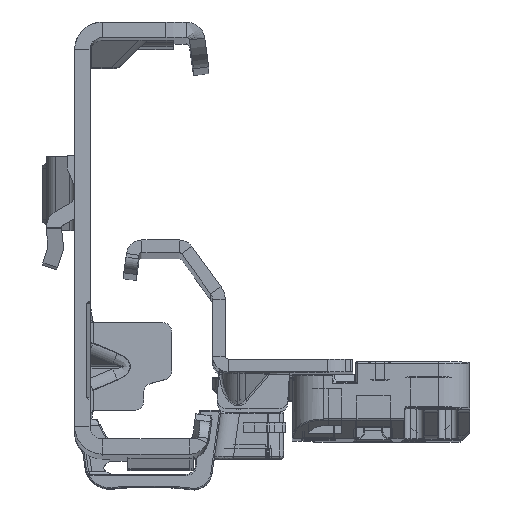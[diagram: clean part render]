
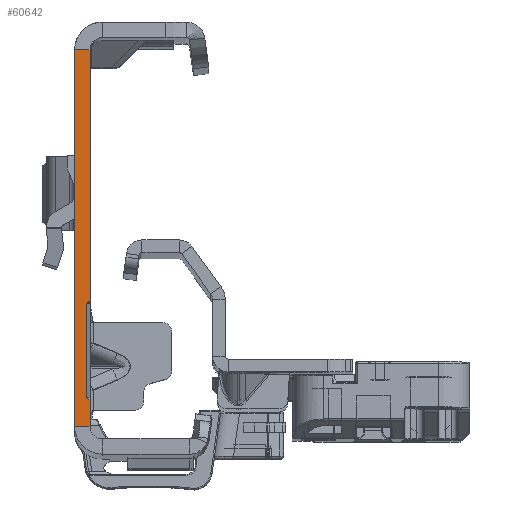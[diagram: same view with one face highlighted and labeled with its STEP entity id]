
A CAD part, top view. The second image highlights one B-rep face of the part: STEP entity #60642.
In plain terms, the highlighted planar face has unit normal (0, 0, 1).
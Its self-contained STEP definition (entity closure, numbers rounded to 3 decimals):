
#205 = CARTESIAN_POINT ( 'NONE',  ( -2.45, -30., 0. ) ) ;
#1898 = CARTESIAN_POINT ( 'NONE',  ( -0.536, -25.45, 0. ) ) ;
#2747 = LINE ( 'NONE', #112665, #68050 ) ;
#2850 = EDGE_CURVE ( 'NONE', #104059, #53150, #77933, .T. ) ;
#5260 = CARTESIAN_POINT ( 'NONE',  ( 0.082, -26.047, 0. ) ) ;
#10535 = VECTOR ( 'NONE', #97047, 1000. ) ;
#11366 = EDGE_LOOP ( 'NONE', ( #80116, #100556, #67418, #43614, #58821, #62879, #108625, #18994 ) ) ;
#12459 = DIRECTION ( 'NONE',  ( 1., 0., 0. ) ) ;
#15410 = EDGE_CURVE ( 'NONE', #25487, #89442, #77116, .T. ) ;
#17538 = VECTOR ( 'NONE', #95676, 1000. ) ;
#18302 = EDGE_CURVE ( 'NONE', #108165, #27233, #50872, .T. ) ;
#18994 = ORIENTED_EDGE ( 'NONE', *, *, #64664, .T. ) ;
#22209 = FACE_OUTER_BOUND ( 'NONE', #11366, .T. ) ;
#23887 = DIRECTION ( 'NONE',  ( -1., 0., 0. ) ) ;
#25419 = CARTESIAN_POINT ( 'NONE',  ( 0., -30., 0. ) ) ;
#25487 = VERTEX_POINT ( 'NONE', #85067 ) ;
#27233 = VERTEX_POINT ( 'NONE', #205 ) ;
#29817 = LINE ( 'NONE', #113005, #33304 ) ;
#32891 = CARTESIAN_POINT ( 'NONE',  ( 0., -25.968, 0. ) ) ;
#33304 = VECTOR ( 'NONE', #23887, 1000. ) ;
#33962 = DIRECTION ( 'NONE',  ( 0., -1., 0. ) ) ;
#36190 = EDGE_CURVE ( 'NONE', #25487, #53150, #106169, .T. ) ;
#37400 = CARTESIAN_POINT ( 'NONE',  ( 0., -30., 0. ) ) ;
#37504 = AXIS2_PLACEMENT_3D ( 'NONE', #101581, #69706, #12459 ) ;
#43614 = ORIENTED_EDGE ( 'NONE', *, *, #61946, .T. ) ;
#47178 = DIRECTION ( 'NONE',  ( -1., 0., 0. ) ) ;
#48073 = CARTESIAN_POINT ( 'NONE',  ( 0., -32., 0. ) ) ;
#50612 = DIRECTION ( 'NONE',  ( 0., -1., 0. ) ) ;
#50872 = LINE ( 'NONE', #109437, #92488 ) ;
#53150 = VERTEX_POINT ( 'NONE', #122578 ) ;
#54540 = VECTOR ( 'NONE', #47178, 1000. ) ;
#56729 = CARTESIAN_POINT ( 'NONE',  ( -0.259, -10.182, 0. ) ) ;
#58263 = DIRECTION ( 'NONE',  ( 0., -1., 0. ) ) ;
#58821 = ORIENTED_EDGE ( 'NONE', *, *, #18302, .T. ) ;
#60642 = ADVANCED_FACE ( 'NONE', ( #22209 ), #61913, .T. ) ;
#61913 = PLANE ( 'NONE',  #37504 ) ;
#61946 = EDGE_CURVE ( 'NONE', #104059, #108165, #29817, .T. ) ;
#62879 = ORIENTED_EDGE ( 'NONE', *, *, #74725, .F. ) ;
#64664 = EDGE_CURVE ( 'NONE', #114514, #89442, #75501, .T. ) ;
#67418 = ORIENTED_EDGE ( 'NONE', *, *, #2850, .F. ) ;
#68050 = VECTOR ( 'NONE', #33962, 1000. ) ;
#69706 = DIRECTION ( 'NONE',  ( 0., 0., 1. ) ) ;
#74725 = EDGE_CURVE ( 'NONE', #112125, #27233, #125231, .T. ) ;
#75501 = LINE ( 'NONE', #5260, #17538 ) ;
#77116 = LINE ( 'NONE', #117439, #88253 ) ;
#77933 = LINE ( 'NONE', #48073, #125598 ) ;
#78574 = CARTESIAN_POINT ( 'NONE',  ( -2.45, 30., 0. ) ) ;
#80116 = ORIENTED_EDGE ( 'NONE', *, *, #15410, .F. ) ;
#85067 = CARTESIAN_POINT ( 'NONE',  ( -0.536, -10.45, 0. ) ) ;
#88253 = VECTOR ( 'NONE', #58263, 1000. ) ;
#89442 = VERTEX_POINT ( 'NONE', #1898 ) ;
#92488 = VECTOR ( 'NONE', #110080, 1000. ) ;
#95676 = DIRECTION ( 'NONE',  ( -0.719, 0.695, 0. ) ) ;
#97047 = DIRECTION ( 'NONE',  ( 0.719, 0.695, 0. ) ) ;
#98309 = CARTESIAN_POINT ( 'NONE',  ( 0., 30., 0. ) ) ;
#100556 = ORIENTED_EDGE ( 'NONE', *, *, #36190, .T. ) ;
#101581 = CARTESIAN_POINT ( 'NONE',  ( -2.45, -32., 0. ) ) ;
#104059 = VERTEX_POINT ( 'NONE', #98309 ) ;
#106169 = LINE ( 'NONE', #56729, #10535 ) ;
#108165 = VERTEX_POINT ( 'NONE', #78574 ) ;
#108625 = ORIENTED_EDGE ( 'NONE', *, *, #128263, .F. ) ;
#109437 = CARTESIAN_POINT ( 'NONE',  ( -2.45, -32., 0. ) ) ;
#110080 = DIRECTION ( 'NONE',  ( 0., -1., 0. ) ) ;
#112125 = VERTEX_POINT ( 'NONE', #25419 ) ;
#112665 = CARTESIAN_POINT ( 'NONE',  ( 0., -32., 0. ) ) ;
#113005 = CARTESIAN_POINT ( 'NONE',  ( 0., 30., 0. ) ) ;
#114514 = VERTEX_POINT ( 'NONE', #32891 ) ;
#117439 = CARTESIAN_POINT ( 'NONE',  ( -0.536, -9.85, 0. ) ) ;
#122578 = CARTESIAN_POINT ( 'NONE',  ( 0., -9.932, 0. ) ) ;
#125231 = LINE ( 'NONE', #37400, #54540 ) ;
#125598 = VECTOR ( 'NONE', #50612, 1000. ) ;
#128263 = EDGE_CURVE ( 'NONE', #114514, #112125, #2747, .T. ) ;
